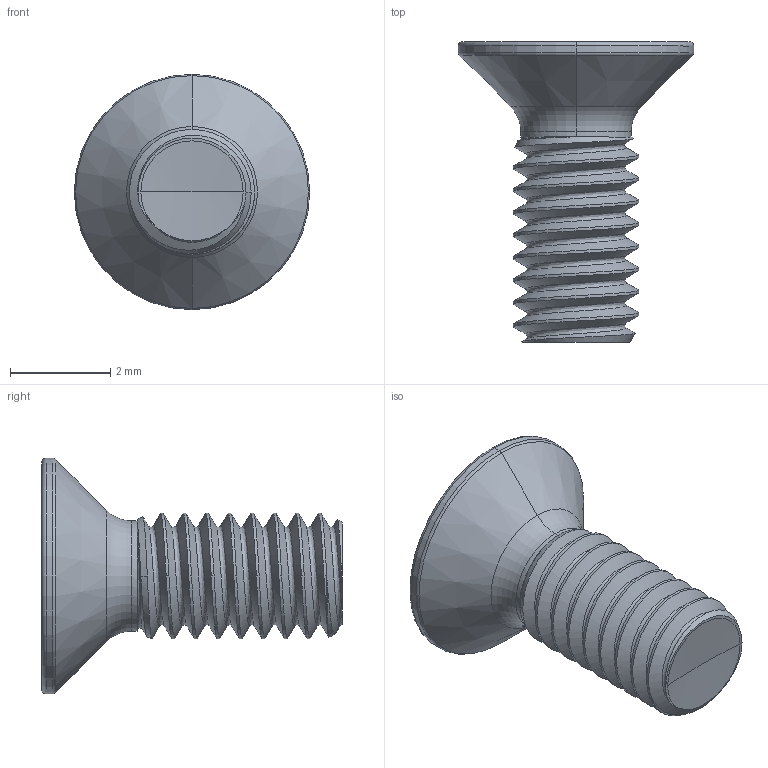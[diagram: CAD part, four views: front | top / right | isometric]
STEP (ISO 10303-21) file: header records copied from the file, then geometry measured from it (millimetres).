
FILE_DESCRIPTION (( 'STEP AP203' ), '1' );
FILE_NAME ('STM330250060.STEP', '2019-03-15T20:25:04', ( '' ), ( '' ), 'SwSTEP 2.0', 'SolidWorks 2015', '' );
FILE_SCHEMA (( 'CONFIG_CONTROL_DESIGN' ));
Length unit declared in the file: millimetre
Products named in the file (1): STM330250060
Bounding box: 4.7 x 6 x 4.7 mm (x, y, z)
Volume: 32.3 mm3; surface area: 101.1 mm2
Topology: 1 solids, 1 shells, 175 faces, 400 edges, 226 vertices
Faces by surface type: cylinder 61, bspline 46, sphere 26, plane 24, cone 10, torus 8
Entity records: 13707 total; most frequent: CARTESIAN_POINT 10158, ORIENTED_EDGE 796, DIRECTION 658, EDGE_CURVE 398, AXIS2_PLACEMENT_3D 275, VERTEX_POINT 226, EDGE_LOOP 176, ADVANCED_FACE 175
